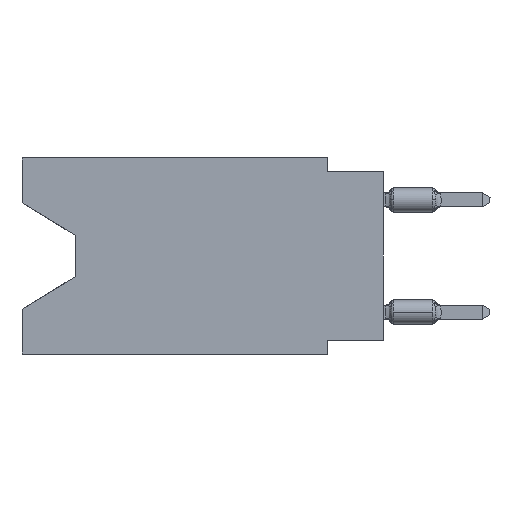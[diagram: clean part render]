
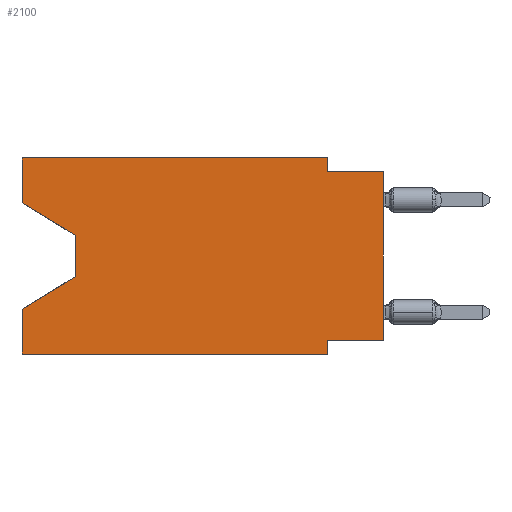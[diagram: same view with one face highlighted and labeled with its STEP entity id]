
A CAD part, left-side view. The second image highlights one B-rep face of the part: STEP entity #2100.
In plain terms, the highlighted planar face has unit normal (-1, 0, 0).
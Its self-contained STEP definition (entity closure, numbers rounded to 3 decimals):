
#320 = CARTESIAN_POINT ( 'NONE',  ( 0., 2.54, 0. ) ) ;
#776 = VECTOR ( 'NONE', #54681, 1000. ) ;
#2033 = ORIENTED_EDGE ( 'NONE', *, *, #4741, .F. ) ;
#2100 = ADVANCED_FACE ( 'NONE', ( #13683 ), #27472, .F. ) ;
#3353 = ORIENTED_EDGE ( 'NONE', *, *, #13040, .F. ) ;
#3556 = CARTESIAN_POINT ( 'NONE',  ( 0., 16.383, 0. ) ) ;
#3800 = VERTEX_POINT ( 'NONE', #31581 ) ;
#4511 = VECTOR ( 'NONE', #21860, 1000. ) ;
#4741 = EDGE_CURVE ( 'NONE', #54373, #23380, #41150, .T. ) ;
#4977 = EDGE_CURVE ( 'NONE', #18803, #18972, #22393, .T. ) ;
#5076 = EDGE_CURVE ( 'NONE', #52800, #26046, #27301, .T. ) ;
#6612 = LINE ( 'NONE', #28722, #26254 ) ;
#6966 = CARTESIAN_POINT ( 'NONE',  ( 0., 0., -8.255 ) ) ;
#7685 = CARTESIAN_POINT ( 'NONE',  ( 0., 0., -0.635 ) ) ;
#8655 = CARTESIAN_POINT ( 'NONE',  ( 0., 16.383, 0. ) ) ;
#9016 = EDGE_CURVE ( 'NONE', #54373, #35579, #33885, .T. ) ;
#9643 = ORIENTED_EDGE ( 'NONE', *, *, #31647, .F. ) ;
#10495 = VERTEX_POINT ( 'NONE', #43535 ) ;
#11384 = ORIENTED_EDGE ( 'NONE', *, *, #4977, .F. ) ;
#12049 = DIRECTION ( 'NONE',  ( 0., 0., 1. ) ) ;
#12103 = DIRECTION ( 'NONE',  ( 0., 0., -1. ) ) ;
#12441 = VECTOR ( 'NONE', #27053, 1000. ) ;
#12634 = CARTESIAN_POINT ( 'NONE',  ( 0., 2.54, -8.89 ) ) ;
#12712 = VECTOR ( 'NONE', #48292, 1000. ) ;
#13040 = EDGE_CURVE ( 'NONE', #18972, #35579, #27355, .T. ) ;
#13206 = CARTESIAN_POINT ( 'NONE',  ( 0., 16.383, -2.038 ) ) ;
#13648 = VECTOR ( 'NONE', #12049, 1000. ) ;
#13683 = FACE_OUTER_BOUND ( 'NONE', #36737, .T. ) ;
#13740 = VECTOR ( 'NONE', #12103, 1000. ) ;
#15333 = CARTESIAN_POINT ( 'NONE',  ( 0., 13.97, -5.385 ) ) ;
#16642 = CARTESIAN_POINT ( 'NONE',  ( 0., 0., 0. ) ) ;
#17094 = EDGE_CURVE ( 'NONE', #23059, #52800, #6612, .T. ) ;
#17293 = LINE ( 'NONE', #8655, #32778 ) ;
#18686 = LINE ( 'NONE', #41103, #49066 ) ;
#18803 = VERTEX_POINT ( 'NONE', #40605 ) ;
#18972 = VERTEX_POINT ( 'NONE', #47189 ) ;
#19005 = EDGE_CURVE ( 'NONE', #45879, #18803, #28818, .T. ) ;
#19843 = CARTESIAN_POINT ( 'NONE',  ( 0., 16.383, -6.852 ) ) ;
#20054 = VECTOR ( 'NONE', #39369, 1000. ) ;
#20377 = DIRECTION ( 'NONE',  ( 0., 0., -1. ) ) ;
#21734 = EDGE_CURVE ( 'NONE', #23380, #56191, #45154, .T. ) ;
#21860 = DIRECTION ( 'NONE',  ( 0., 0.855, -0.519 ) ) ;
#22129 = CARTESIAN_POINT ( 'NONE',  ( 0., 13.97, -5.385 ) ) ;
#22393 = LINE ( 'NONE', #320, #12712 ) ;
#22857 = CARTESIAN_POINT ( 'NONE',  ( 0., 16.383, 0. ) ) ;
#23059 = VERTEX_POINT ( 'NONE', #46422 ) ;
#23380 = VERTEX_POINT ( 'NONE', #40060 ) ;
#23865 = ORIENTED_EDGE ( 'NONE', *, *, #17094, .T. ) ;
#25629 = DIRECTION ( 'NONE',  ( 0., 0., 1. ) ) ;
#26046 = VERTEX_POINT ( 'NONE', #19843 ) ;
#26254 = VECTOR ( 'NONE', #20377, 1000. ) ;
#27053 = DIRECTION ( 'NONE',  ( 0., -1., 0. ) ) ;
#27301 = LINE ( 'NONE', #22129, #4511 ) ;
#27355 = LINE ( 'NONE', #53247, #12441 ) ;
#27472 = PLANE ( 'NONE',  #38434 ) ;
#28192 = DIRECTION ( 'NONE',  ( 0., 0., 1. ) ) ;
#28722 = CARTESIAN_POINT ( 'NONE',  ( 0., 13.97, -3.505 ) ) ;
#28818 = LINE ( 'NONE', #3556, #32805 ) ;
#31581 = CARTESIAN_POINT ( 'NONE',  ( 0., 16.383, -2.038 ) ) ;
#31647 = EDGE_CURVE ( 'NONE', #10495, #26046, #18686, .T. ) ;
#31762 = DIRECTION ( 'NONE',  ( 0., 0., -1. ) ) ;
#32778 = VECTOR ( 'NONE', #25629, 1000. ) ;
#32805 = VECTOR ( 'NONE', #43457, 1000. ) ;
#33687 = ORIENTED_EDGE ( 'NONE', *, *, #9016, .T. ) ;
#33885 = LINE ( 'NONE', #16642, #13648 ) ;
#34780 = LINE ( 'NONE', #13206, #20054 ) ;
#35579 = VERTEX_POINT ( 'NONE', #7685 ) ;
#35672 = LINE ( 'NONE', #48036, #55752 ) ;
#36158 = EDGE_CURVE ( 'NONE', #10495, #56191, #35672, .T. ) ;
#36737 = EDGE_LOOP ( 'NONE', ( #39411, #23865, #52052, #9643, #48209, #51651, #2033, #33687, #3353, #11384, #37998, #44613 ) ) ;
#37407 = CARTESIAN_POINT ( 'NONE',  ( 0., 2.54, -8.89 ) ) ;
#37998 = ORIENTED_EDGE ( 'NONE', *, *, #19005, .F. ) ;
#38434 = AXIS2_PLACEMENT_3D ( 'NONE', #22857, #39808, #31762 ) ;
#39369 = DIRECTION ( 'NONE',  ( 0., -0.855, -0.519 ) ) ;
#39411 = ORIENTED_EDGE ( 'NONE', *, *, #46184, .T. ) ;
#39808 = DIRECTION ( 'NONE',  ( 1., 0., 0. ) ) ;
#40060 = CARTESIAN_POINT ( 'NONE',  ( 0., 2.54, -8.255 ) ) ;
#40605 = CARTESIAN_POINT ( 'NONE',  ( 0., 2.54, 0. ) ) ;
#41103 = CARTESIAN_POINT ( 'NONE',  ( 0., 16.383, 0. ) ) ;
#41150 = LINE ( 'NONE', #49774, #776 ) ;
#43230 = EDGE_CURVE ( 'NONE', #3800, #45879, #17293, .T. ) ;
#43457 = DIRECTION ( 'NONE',  ( 0., -1., 0. ) ) ;
#43535 = CARTESIAN_POINT ( 'NONE',  ( 0., 16.383, -8.89 ) ) ;
#44613 = ORIENTED_EDGE ( 'NONE', *, *, #43230, .F. ) ;
#45154 = LINE ( 'NONE', #37407, #13740 ) ;
#45879 = VERTEX_POINT ( 'NONE', #55120 ) ;
#46184 = EDGE_CURVE ( 'NONE', #3800, #23059, #34780, .T. ) ;
#46422 = CARTESIAN_POINT ( 'NONE',  ( 0., 13.97, -3.505 ) ) ;
#47189 = CARTESIAN_POINT ( 'NONE',  ( 0., 2.54, -0.635 ) ) ;
#48036 = CARTESIAN_POINT ( 'NONE',  ( 0., 16.383, -8.89 ) ) ;
#48209 = ORIENTED_EDGE ( 'NONE', *, *, #36158, .T. ) ;
#48292 = DIRECTION ( 'NONE',  ( 0., 0., -1. ) ) ;
#48875 = DIRECTION ( 'NONE',  ( 0., -1., 0. ) ) ;
#49066 = VECTOR ( 'NONE', #28192, 1000. ) ;
#49774 = CARTESIAN_POINT ( 'NONE',  ( 0., 0., -8.255 ) ) ;
#51651 = ORIENTED_EDGE ( 'NONE', *, *, #21734, .F. ) ;
#52052 = ORIENTED_EDGE ( 'NONE', *, *, #5076, .T. ) ;
#52800 = VERTEX_POINT ( 'NONE', #15333 ) ;
#53247 = CARTESIAN_POINT ( 'NONE',  ( 0., 0., -0.635 ) ) ;
#54373 = VERTEX_POINT ( 'NONE', #6966 ) ;
#54681 = DIRECTION ( 'NONE',  ( 0., 1., 0. ) ) ;
#55120 = CARTESIAN_POINT ( 'NONE',  ( 0., 16.383, 0. ) ) ;
#55752 = VECTOR ( 'NONE', #48875, 1000. ) ;
#56191 = VERTEX_POINT ( 'NONE', #12634 ) ;
